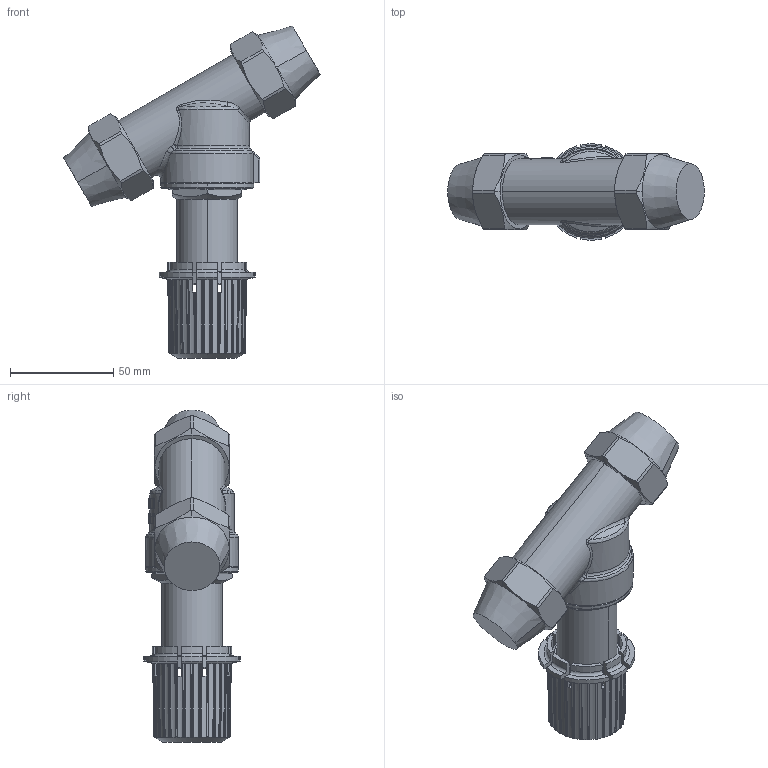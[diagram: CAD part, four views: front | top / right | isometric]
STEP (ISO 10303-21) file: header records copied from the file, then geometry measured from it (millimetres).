
FILE_DESCRIPTION((''),'2;1');
FILE_NAME('003L6122-BIM_SW0001','2023-05-15T10:19:21',('F09560'),(''),'CREO PARAMETRIC BY PTC INC, 2022124','CREO PARAMETRIC BY PTC INC, 2022124','');
FILE_SCHEMA(('AUTOMOTIVE_DESIGN { 1 0 10303 214 1 1 1 1 }'));
Length unit declared in the file: millimetre
Products named in the file (1): 003L6122-BIM_SW0001
Bounding box: 124.43 x 46.68 x 161.01 mm (x, y, z)
Volume: 142214.4 mm3; surface area: 54030.4 mm2
Topology: 1 solids, 1 shells, 792 faces, 2244 edges, 1460 vertices
Faces by surface type: cylinder 235, plane 206, bspline 171, cone 93, extrusion 54, torus 26, sphere 7
Entity records: 49719 total; most frequent: CARTESIAN_POINT 27370, ORIENTED_EDGE 4484, DIRECTION 2872, EDGE_CURVE 2242, VERTEX_POINT 1460, B_SPLINE_CURVE_WITH_KNOTS 1149, AXIS2_PLACEMENT_3D 1090, EDGE_LOOP 820
